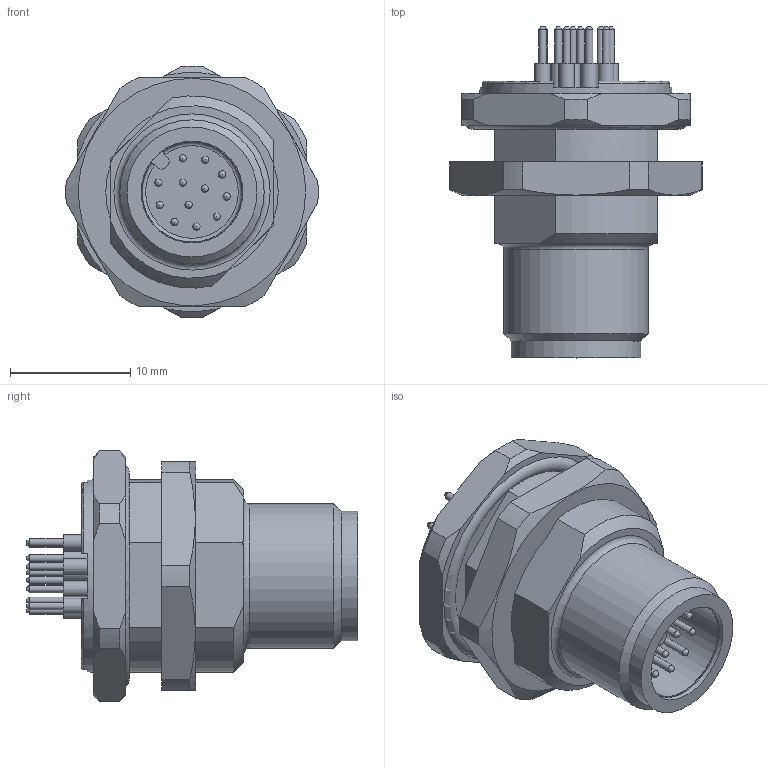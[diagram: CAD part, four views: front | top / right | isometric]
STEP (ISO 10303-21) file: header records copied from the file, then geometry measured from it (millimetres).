
FILE_DESCRIPTION(/* description */ (''),/* implementation_level */ '2;1');
FILE_NAME(/* name */ 'AL-FHM12SUA12-P_M16.stp',/* time_stamp */ '2016-11-17T09:21:52+01:00',/* author */ (''),/* organization */ (''),/* preprocessor_version */ 'ST-DEVELOPER v16',/* originating_system */ 'SIEMENS PLM Software NX 10.0',/* authorisation */ '');
FILE_SCHEMA (('AUTOMOTIVE_DESIGN { 1 0 10303 214 3 1 1 1 }'));
Length unit declared in the file: millimetre
Products named in the file (1): AL-FHM12SUA12-P_M16
Bounding box: 20.99 x 27.6 x 20.89 mm (x, y, z)
Volume: 3665.1 mm3; surface area: 2612.2 mm2
Topology: 1 solids, 1 shells, 186 faces, 492 edges, 331 vertices
Faces by surface type: cylinder 66, plane 65, cone 32, sphere 12, torus 11
Full cylindrical faces by diameter (mm): 0.6 x24, 1.3 x12, 8.4 x1, 10.8 x1, 12 x1, 16 x1
Entity records: 5332 total; most frequent: CARTESIAN_POINT 1242, DIRECTION 866, ORIENTED_EDGE 738, AXIS2_PLACEMENT_3D 370, EDGE_CURVE 369, EDGE_LOOP 287, VERTEX_POINT 278, ADVANCED_FACE 186
